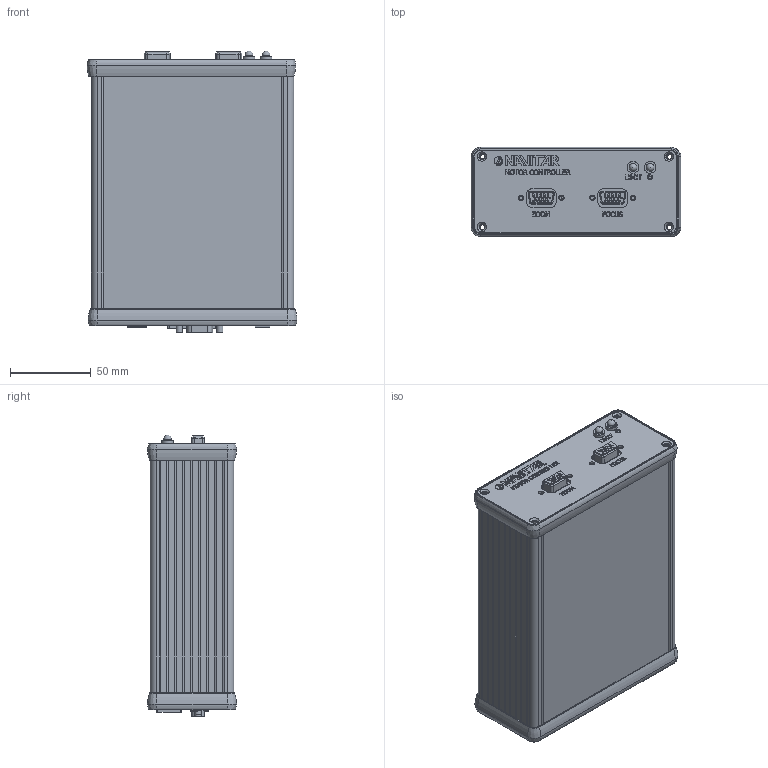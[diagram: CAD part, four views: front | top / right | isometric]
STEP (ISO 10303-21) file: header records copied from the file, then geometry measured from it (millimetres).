
FILE_DESCRIPTION(/* description */ (''),/* implementation_level */ '2;1');
FILE_NAME(/* name */ '40238_0.stp',/* time_stamp */ '2018-06-25T15:59:00-04:00',/* author */ ('BONAFEDE'),/* organization */ ('NAVITAR'),/* preprocessor_version */ 'ST-DEVELOPER v17',/* originating_system */ 'Autodesk Inventor 2018',/* authorisation */ '');
FILE_SCHEMA (('AUTOMOTIVE_DESIGN { 1 0 10303 214 3 1 1 }'));
Products named in the file (1): Part19
Bounding box: 129.75 x 55.13 x 174.11 mm (x, y, z)
Volume: 213374.3 mm3; surface area: 224906.3 mm2
Topology: 2 solids, 32 shells, 3792 faces, 10366 edges, 6854 vertices
Faces by surface type: plane 2654, cylinder 670, bspline 404, torus 36, cone 26, sphere 2
Full cylindrical faces by diameter (mm): 0.635 x18, 1 x48, 1.143 x9, 1.587 x2, 2 x3, 2.083 x9, 2.261 x4, 2.845 x4, 3.099 x4, 3.2 x6, 3.302 x4, 3.5 x16, 3.708 x2, 3.81 x2, 4.5 x2, 4.775 x2, 4.851 x2, 5.677 x2, 6.096 x2, 6.5 x1, 6.528 x2, 7.29 x2
Entity records: 128440 total; most frequent: CARTESIAN_POINT 28975, ORIENTED_EDGE 20728, DIRECTION 18150, EDGE_CURVE 10364, LINE 7764, VECTOR 7764, VERTEX_POINT 6854, AXIS2_PLACEMENT_3D 5193
